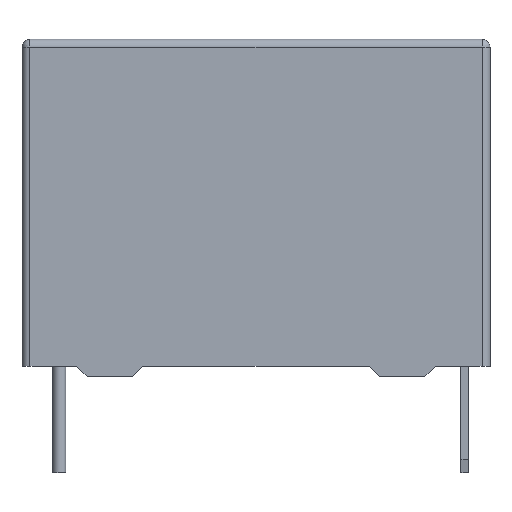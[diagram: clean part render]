
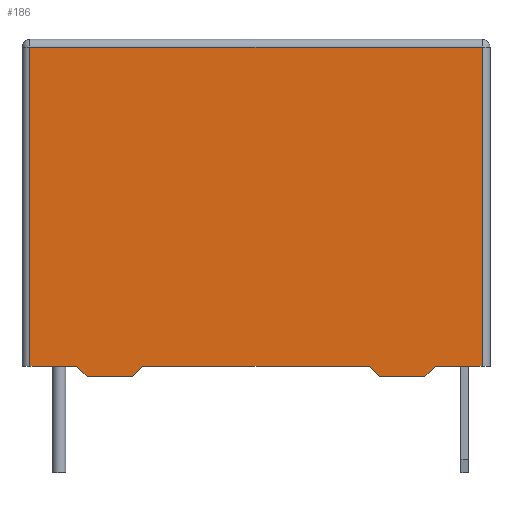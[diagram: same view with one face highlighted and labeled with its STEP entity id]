
A CAD part, front view. The second image highlights one B-rep face of the part: STEP entity #186.
In plain terms, the highlighted planar face has unit normal (0, -1, 0).
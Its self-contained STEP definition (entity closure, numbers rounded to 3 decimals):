
#186=ADVANCED_FACE('',(#292),#254,.T.);
#254=PLANE('',#1249);
#292=FACE_OUTER_BOUND('',#360,.T.);
#360=EDGE_LOOP('',(#490,#491,#492,#493,#494,#495,#496,#497,#498,#499,#500,
#501));
#490=ORIENTED_EDGE('',*,*,#867,.T.);
#491=ORIENTED_EDGE('',*,*,#898,.T.);
#492=ORIENTED_EDGE('',*,*,#899,.T.);
#493=ORIENTED_EDGE('',*,*,#900,.T.);
#494=ORIENTED_EDGE('',*,*,#862,.T.);
#495=ORIENTED_EDGE('',*,*,#901,.T.);
#496=ORIENTED_EDGE('',*,*,#902,.F.);
#497=ORIENTED_EDGE('',*,*,#903,.T.);
#498=ORIENTED_EDGE('',*,*,#885,.T.);
#499=ORIENTED_EDGE('',*,*,#904,.T.);
#500=ORIENTED_EDGE('',*,*,#905,.T.);
#501=ORIENTED_EDGE('',*,*,#906,.T.);
#761=VERTEX_POINT('',#1721);
#762=VERTEX_POINT('',#1723);
#765=VERTEX_POINT('',#1730);
#766=VERTEX_POINT('',#1732);
#781=VERTEX_POINT('',#1764);
#782=VERTEX_POINT('',#1766);
#794=VERTEX_POINT('',#1792);
#795=VERTEX_POINT('',#1794);
#796=VERTEX_POINT('',#1797);
#797=VERTEX_POINT('',#1799);
#798=VERTEX_POINT('',#1802);
#799=VERTEX_POINT('',#1804);
#862=EDGE_CURVE('',#762,#761,#1016,.T.);
#867=EDGE_CURVE('',#766,#765,#1019,.T.);
#885=EDGE_CURVE('',#782,#781,#1029,.T.);
#898=EDGE_CURVE('',#765,#794,#1039,.T.);
#899=EDGE_CURVE('',#794,#795,#1040,.T.);
#900=EDGE_CURVE('',#795,#762,#1041,.T.);
#901=EDGE_CURVE('',#761,#796,#1042,.T.);
#902=EDGE_CURVE('',#797,#796,#1043,.T.);
#903=EDGE_CURVE('',#797,#782,#1044,.T.);
#904=EDGE_CURVE('',#781,#798,#1045,.T.);
#905=EDGE_CURVE('',#798,#799,#1046,.T.);
#906=EDGE_CURVE('',#799,#766,#1047,.T.);
#1016=LINE('',#1722,#1132);
#1019=LINE('',#1731,#1135);
#1029=LINE('',#1765,#1145);
#1039=LINE('',#1791,#1155);
#1040=LINE('',#1793,#1156);
#1041=LINE('',#1795,#1157);
#1042=LINE('',#1796,#1158);
#1043=LINE('',#1798,#1159);
#1044=LINE('',#1800,#1160);
#1045=LINE('',#1801,#1161);
#1046=LINE('',#1803,#1162);
#1047=LINE('',#1805,#1163);
#1132=VECTOR('',#1373,1.);
#1135=VECTOR('',#1380,1.);
#1145=VECTOR('',#1406,1.);
#1155=VECTOR('',#1424,1.);
#1156=VECTOR('',#1425,1.);
#1157=VECTOR('',#1426,1.);
#1158=VECTOR('',#1427,1.);
#1159=VECTOR('',#1428,1.);
#1160=VECTOR('',#1429,1.);
#1161=VECTOR('',#1430,1.);
#1162=VECTOR('',#1431,1.);
#1163=VECTOR('',#1432,1.);
#1249=AXIS2_PLACEMENT_3D('',#1806,#1433,#1434);
#1373=DIRECTION('',(1.,0.,0.));
#1380=DIRECTION('',(1.,0.,0.));
#1406=DIRECTION('',(1.,0.,0.));
#1424=DIRECTION('',(0.707,0.,-0.707));
#1425=DIRECTION('',(1.,0.,0.));
#1426=DIRECTION('',(0.707,0.,0.707));
#1427=DIRECTION('',(0.707,0.,-0.707));
#1428=DIRECTION('',(-1.,0.,0.));
#1429=DIRECTION('',(0.707,0.,0.707));
#1430=DIRECTION('',(0.,0.,1.));
#1431=DIRECTION('',(-1.,0.,0.));
#1432=DIRECTION('',(0.,0.,-1.));
#1433=DIRECTION('',(0.,-1.,0.));
#1434=DIRECTION('',(0.,0.,1.));
#1721=CARTESIAN_POINT('',(3.75,-5.05,-0.5));
#1722=CARTESIAN_POINT('',(-0.5,-5.05,-0.5));
#1723=CARTESIAN_POINT('',(-4.75,-5.05,-0.5));
#1730=CARTESIAN_POINT('',(-7.25,-5.05,-0.5));
#1731=CARTESIAN_POINT('',(-0.5,-5.05,-0.5));
#1732=CARTESIAN_POINT('',(-9.,-5.05,-0.5));
#1764=CARTESIAN_POINT('',(8.,-5.05,-0.5));
#1765=CARTESIAN_POINT('',(-0.5,-5.05,-0.5));
#1766=CARTESIAN_POINT('',(6.25,-5.05,-0.5));
#1791=CARTESIAN_POINT('',(-10.025,-5.05,2.275));
#1792=CARTESIAN_POINT('',(-6.85,-5.05,-0.9));
#1793=CARTESIAN_POINT('',(-7.25,-5.05,-0.9));
#1794=CARTESIAN_POINT('',(-5.15,-5.05,-0.9));
#1795=CARTESIAN_POINT('',(3.525,-5.05,7.775));
#1796=CARTESIAN_POINT('',(-4.525,-5.05,7.775));
#1797=CARTESIAN_POINT('',(4.15,-5.05,-0.9));
#1798=CARTESIAN_POINT('',(6.25,-5.05,-0.9));
#1799=CARTESIAN_POINT('',(5.85,-5.05,-0.9));
#1800=CARTESIAN_POINT('',(9.025,-5.05,2.275));
#1801=CARTESIAN_POINT('',(8.,-5.05,11.8));
#1802=CARTESIAN_POINT('',(8.,-5.05,11.5));
#1803=CARTESIAN_POINT('',(-0.5,-5.05,11.5));
#1804=CARTESIAN_POINT('',(-9.,-5.05,11.5));
#1805=CARTESIAN_POINT('',(-9.,-5.05,11.8));
#1806=CARTESIAN_POINT('',(-0.5,-5.05,11.8));
